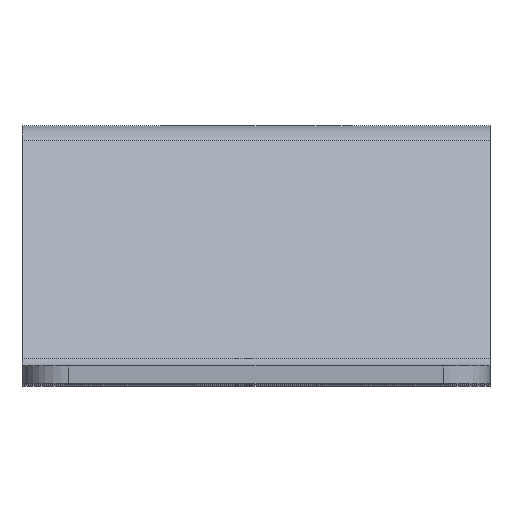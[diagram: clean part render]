
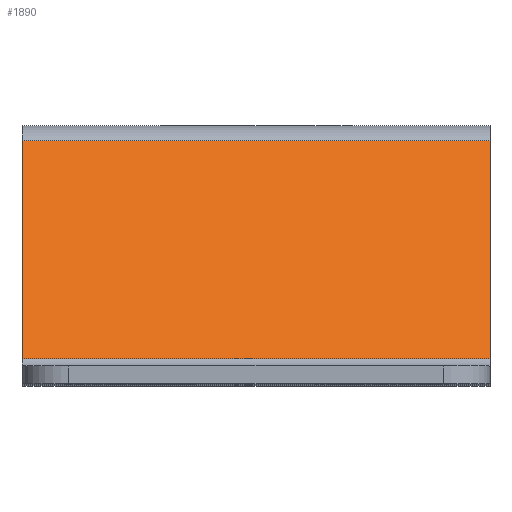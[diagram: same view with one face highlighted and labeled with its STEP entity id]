
A CAD part, top view. The second image highlights one B-rep face of the part: STEP entity #1890.
In plain terms, the highlighted planar face has unit normal (0, 0.574, 0.819).
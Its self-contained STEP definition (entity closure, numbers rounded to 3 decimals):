
#477=DIRECTION('',(-1.,0.,0.));
#478=VECTOR('',#477,50.);
#479=CARTESIAN_POINT('',(25.,0.28,31.135));
#480=LINE('',#479,#478);
#481=DIRECTION('',(-1.,0.,0.));
#482=VECTOR('',#481,50.);
#483=CARTESIAN_POINT('',(25.,-23.04,47.463));
#484=LINE('',#483,#482);
#499=DIRECTION('',(0.,-0.819,0.574));
#500=VECTOR('',#499,28.468);
#501=CARTESIAN_POINT('',(25.,0.28,31.135));
#502=LINE('',#501,#500);
#873=DIRECTION('',(0.,-0.819,0.574));
#874=VECTOR('',#873,28.468);
#875=CARTESIAN_POINT('',(-25.,0.28,31.135));
#876=LINE('',#875,#874);
#926=CARTESIAN_POINT('',(25.,0.28,31.135));
#928=VERTEX_POINT('',#926);
#930=CARTESIAN_POINT('',(-25.,0.28,31.135));
#932=VERTEX_POINT('',#930);
#957=CARTESIAN_POINT('',(25.,-23.04,47.463));
#958=VERTEX_POINT('',#957);
#959=CARTESIAN_POINT('',(-25.,-23.04,47.463));
#960=VERTEX_POINT('',#959);
#1876=CARTESIAN_POINT('',(25.,0.28,31.135));
#1877=DIRECTION('',(0.,-0.574,-0.819));
#1878=DIRECTION('',(0.,-0.819,0.574));
#1879=AXIS2_PLACEMENT_3D('',#1876,#1877,#1878);
#1880=PLANE('',#1879);
#1882=ORIENTED_EDGE('',*,*,#1881,.T.);
#1884=ORIENTED_EDGE('',*,*,#1883,.F.);
#1885=ORIENTED_EDGE('',*,*,#1867,.F.);
#1887=ORIENTED_EDGE('',*,*,#1886,.T.);
#1888=EDGE_LOOP('',(#1882,#1884,#1885,#1887));
#1889=FACE_OUTER_BOUND('',#1888,.F.);
#1890=ADVANCED_FACE('',(#1889),#1880,.F.);
#1867=EDGE_CURVE('',#928,#932,#480,.T.);
#1881=EDGE_CURVE('',#958,#960,#484,.T.);
#1883=EDGE_CURVE('',#932,#960,#876,.T.);
#1886=EDGE_CURVE('',#928,#958,#502,.T.);
